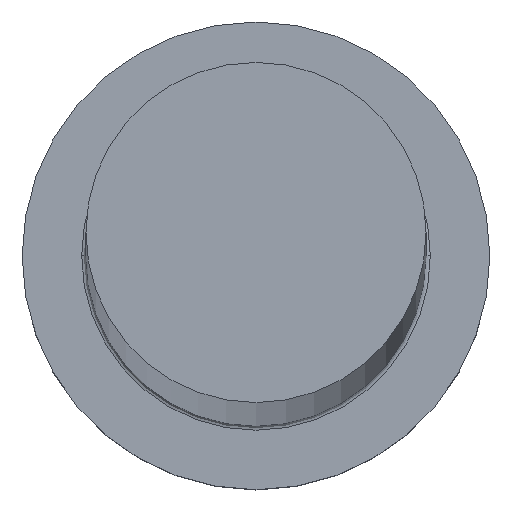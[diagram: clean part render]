
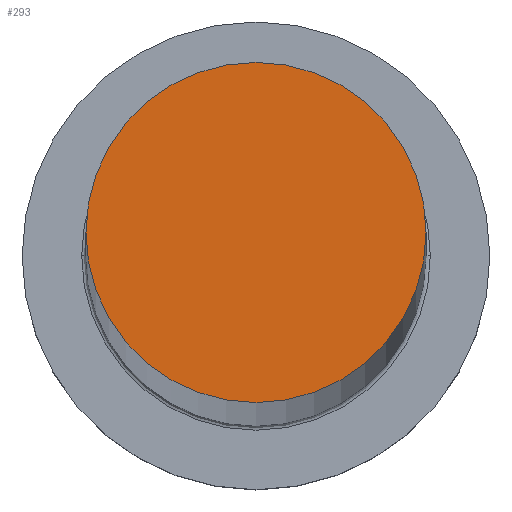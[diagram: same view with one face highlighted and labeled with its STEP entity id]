
A CAD part, top view. The second image highlights one B-rep face of the part: STEP entity #293.
In plain terms, the highlighted planar face has unit normal (0, 0, 1).
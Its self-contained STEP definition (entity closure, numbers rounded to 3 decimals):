
#16 = EDGE_LOOP ( 'NONE', ( #164, #284 ) ) ;
#26 = VERTEX_POINT ( 'NONE', #298 ) ;
#27 = AXIS2_PLACEMENT_3D ( 'NONE', #183, #276, #206 ) ;
#46 = DIRECTION ( 'NONE',  ( 0., 0., 1. ) ) ;
#92 = EDGE_CURVE ( 'NONE', #192, #26, #167, .T. ) ;
#97 = AXIS2_PLACEMENT_3D ( 'NONE', #115, #46, #143 ) ;
#110 = CARTESIAN_POINT ( 'NONE',  ( 0., 0., 637. ) ) ;
#115 = CARTESIAN_POINT ( 'NONE',  ( 0., 0., 637. ) ) ;
#143 = DIRECTION ( 'NONE',  ( 1., 0., 0. ) ) ;
#162 = CIRCLE ( 'NONE', #179, 8. ) ;
#164 = ORIENTED_EDGE ( 'NONE', *, *, #208, .T. ) ;
#167 = CIRCLE ( 'NONE', #27, 8. ) ;
#179 = AXIS2_PLACEMENT_3D ( 'NONE', #110, #209, #297 ) ;
#183 = CARTESIAN_POINT ( 'NONE',  ( 0., 0., 637. ) ) ;
#190 = FACE_OUTER_BOUND ( 'NONE', #16, .T. ) ;
#192 = VERTEX_POINT ( 'NONE', #230 ) ;
#194 = PLANE ( 'NONE',  #97 ) ;
#206 = DIRECTION ( 'NONE',  ( 1., 0., 0. ) ) ;
#208 = EDGE_CURVE ( 'NONE', #26, #192, #162, .T. ) ;
#209 = DIRECTION ( 'NONE',  ( 0., 0., 1. ) ) ;
#230 = CARTESIAN_POINT ( 'NONE',  ( 8., 0., 637. ) ) ;
#276 = DIRECTION ( 'NONE',  ( 0., 0., 1. ) ) ;
#284 = ORIENTED_EDGE ( 'NONE', *, *, #92, .T. ) ;
#293 = ADVANCED_FACE ( 'NONE', ( #190 ), #194, .T. ) ;
#297 = DIRECTION ( 'NONE',  ( 1., 0., 0. ) ) ;
#298 = CARTESIAN_POINT ( 'NONE',  ( -8., 0., 637. ) ) ;
